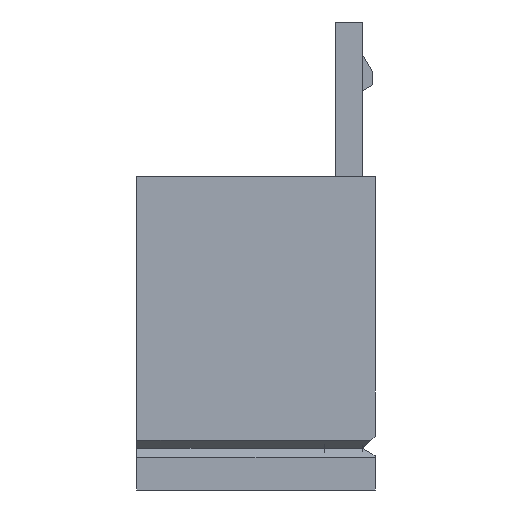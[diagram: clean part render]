
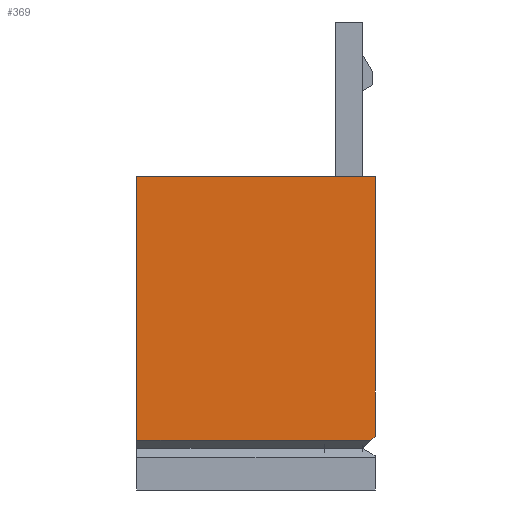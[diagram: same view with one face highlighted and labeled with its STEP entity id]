
A CAD part, front view. The second image highlights one B-rep face of the part: STEP entity #369.
In plain terms, the highlighted planar face has unit normal (0, -1, 0).
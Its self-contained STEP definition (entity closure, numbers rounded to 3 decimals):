
#334=AXIS2_PLACEMENT_3D('Plane Axis2P3D',#331,#332,#333) ;
#300=CARTESIAN_POINT('Vertex',(0.,-124.75,0.)) ;
#305=CARTESIAN_POINT('Line Origine',(0.,-124.75,-15.524)) ;
#309=CARTESIAN_POINT('Vertex',(0.,-124.75,-31.048)) ;
#331=CARTESIAN_POINT('Axis2P3D Location',(0.,-124.75,0.)) ;
#336=CARTESIAN_POINT('Line Origine',(-14.508,-124.75,-31.537)) ;
#340=CARTESIAN_POINT('Vertex',(-0.515,-124.75,-31.537)) ;
#342=CARTESIAN_POINT('Vertex',(-28.5,-124.75,-31.537)) ;
#345=CARTESIAN_POINT('Line Origine',(-0.258,-124.75,-31.292)) ;
#350=CARTESIAN_POINT('Line Origine',(-14.25,-124.75,0.)) ;
#354=CARTESIAN_POINT('Vertex',(-28.5,-124.75,0.)) ;
#357=CARTESIAN_POINT('Line Origine',(-28.5,-124.75,-15.768)) ;
#306=DIRECTION('Vector Direction',(0.,0.,-1.)) ;
#332=DIRECTION('Axis2P3D Direction',(0.,1.,0.)) ;
#333=DIRECTION('Axis2P3D XDirection',(0.,0.,1.)) ;
#337=DIRECTION('Vector Direction',(-1.,0.,0.)) ;
#346=DIRECTION('Vector Direction',(-0.726,0.,-0.688)) ;
#351=DIRECTION('Vector Direction',(-1.,0.,0.)) ;
#358=DIRECTION('Vector Direction',(0.,0.,-1.)) ;
#307=VECTOR('Line Direction',#306,1.) ;
#338=VECTOR('Line Direction',#337,1.) ;
#347=VECTOR('Line Direction',#346,1.) ;
#352=VECTOR('Line Direction',#351,1.) ;
#359=VECTOR('Line Direction',#358,1.) ;
#363=ORIENTED_EDGE('',*,*,#344,.F.) ;
#364=ORIENTED_EDGE('',*,*,#349,.F.) ;
#365=ORIENTED_EDGE('',*,*,#311,.F.) ;
#366=ORIENTED_EDGE('',*,*,#356,.T.) ;
#367=ORIENTED_EDGE('',*,*,#361,.T.) ;
#369=ADVANCED_FACE('Hauptkoerper nicht benutzen',(#368),#335,.F.) ;
#311=EDGE_CURVE('',#301,#310,#308,.T.) ;
#344=EDGE_CURVE('',#341,#343,#339,.T.) ;
#349=EDGE_CURVE('',#310,#341,#348,.T.) ;
#356=EDGE_CURVE('',#301,#355,#353,.T.) ;
#361=EDGE_CURVE('',#355,#343,#360,.T.) ;
#362=EDGE_LOOP('',(#363,#364,#365,#366,#367)) ;
#368=FACE_OUTER_BOUND('',#362,.T.) ;
#308=LINE('Line',#305,#307) ;
#339=LINE('Line',#336,#338) ;
#348=LINE('Line',#345,#347) ;
#353=LINE('Line',#350,#352) ;
#360=LINE('Line',#357,#359) ;
#335=PLANE('Plane',#334) ;
#301=VERTEX_POINT('',#300) ;
#310=VERTEX_POINT('',#309) ;
#341=VERTEX_POINT('',#340) ;
#343=VERTEX_POINT('',#342) ;
#355=VERTEX_POINT('',#354) ;
